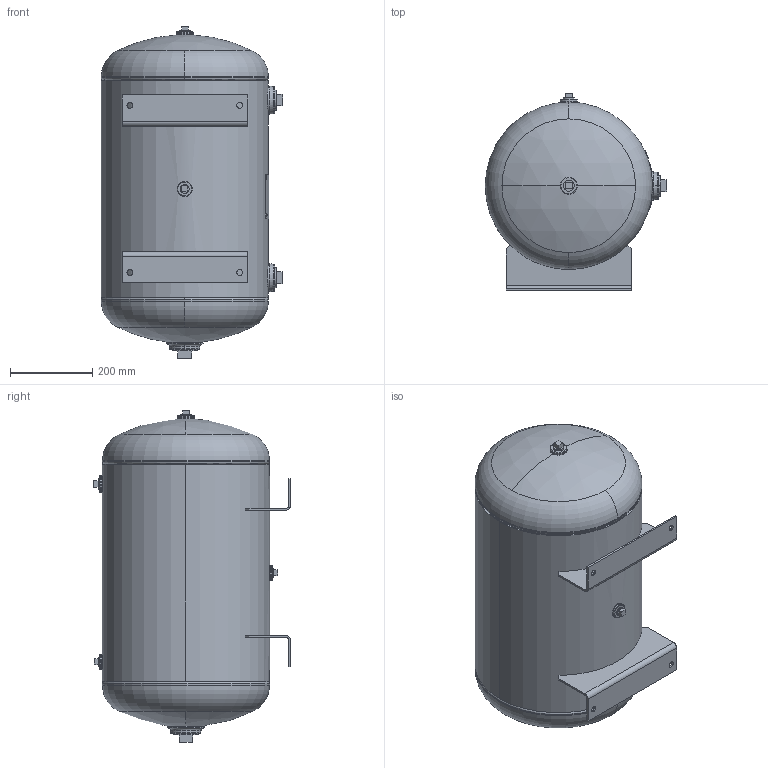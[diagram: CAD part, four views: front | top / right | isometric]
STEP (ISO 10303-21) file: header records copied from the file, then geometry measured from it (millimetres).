
FILE_DESCRIPTION (( 'STEP AP203' ), '1' );
FILE_NAME ('304944.step', '2013-06-12T14:23:31', ( '' ), ( '' ), 'SwSTEP 2.0', 'SolidWorks 2012', '' );
FILE_SCHEMA (( 'CONFIG_CONTROL_DESIGN' ));
Length unit declared in the file: inch
Products named in the file (1): 304944
Bounding box: 441.58 x 478.62 x 807.24 mm (x, y, z)
Surface area: 1351213.6 mm2 (no closed solid volume)
Topology: 0 solids, 24 shells, 244 faces, 637 edges, 409 vertices
Faces by surface type: plane 103, cylinder 63, torus 62, bspline 12, sphere 4
Full cylindrical faces by diameter (mm): 406.4 x1
Entity records: 9418 total; most frequent: CARTESIAN_POINT 3319, DIRECTION 1329, ORIENTED_EDGE 1119, EDGE_CURVE 637, AXIS2_PLACEMENT_3D 513, VERTEX_POINT 409, LINE 303, VECTOR 303
